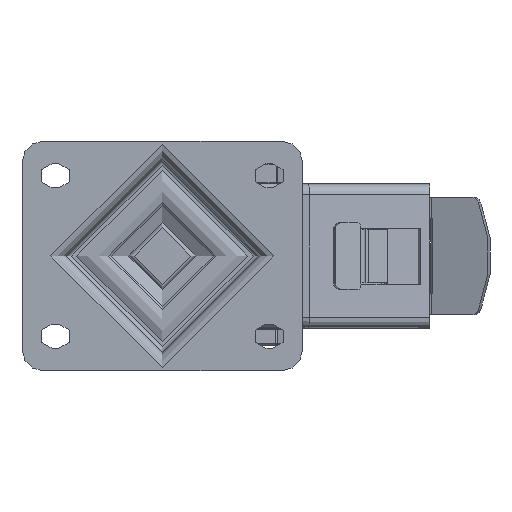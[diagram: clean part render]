
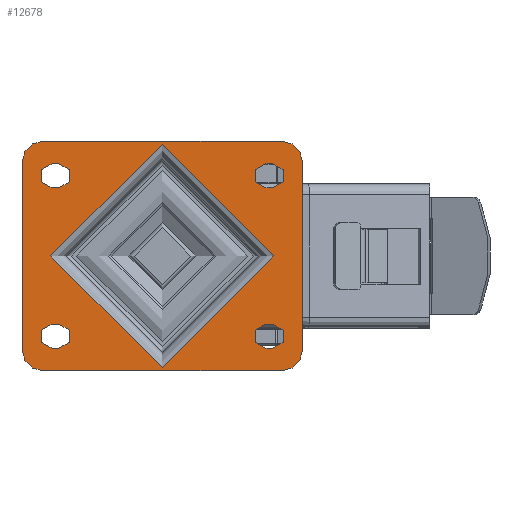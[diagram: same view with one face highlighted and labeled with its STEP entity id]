
A CAD part, top view. The second image highlights one B-rep face of the part: STEP entity #12678.
In plain terms, the highlighted planar face has unit normal (0, 0, 1).
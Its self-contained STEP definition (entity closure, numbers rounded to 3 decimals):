
#583=FACE_BOUND('',#1962,.T.);
#584=FACE_BOUND('',#1963,.T.);
#585=FACE_BOUND('',#1964,.T.);
#586=FACE_BOUND('',#1965,.T.);
#587=FACE_BOUND('',#1966,.T.);
#748=PLANE('',#13754);
#1226=FACE_OUTER_BOUND('',#1961,.T.);
#1961=EDGE_LOOP('',(#9287,#9288,#9289,#9290,#9291,#9292,#9293,#9294));
#1962=EDGE_LOOP('',(#9295));
#1963=EDGE_LOOP('',(#9296,#9297,#9298,#9299));
#1964=EDGE_LOOP('',(#9300,#9301,#9302,#9303));
#1965=EDGE_LOOP('',(#9304,#9305,#9306,#9307));
#1966=EDGE_LOOP('',(#9308,#9309,#9310,#9311));
#2874=LINE('',#19187,#3978);
#2876=LINE('',#19190,#3980);
#2877=LINE('',#19191,#3981);
#2878=LINE('',#19192,#3982);
#2879=LINE('',#19193,#3983);
#2880=LINE('',#19194,#3984);
#2881=LINE('',#19195,#3985);
#2882=LINE('',#19196,#3986);
#2883=LINE('',#19197,#3987);
#2884=LINE('',#19198,#3988);
#2885=LINE('',#19199,#3989);
#2886=LINE('',#19200,#3990);
#3978=VECTOR('',#15616,1000.);
#3980=VECTOR('',#15620,1000.);
#3981=VECTOR('',#15621,1000.);
#3982=VECTOR('',#15622,1000.);
#3983=VECTOR('',#15623,1000.);
#3984=VECTOR('',#15624,1000.);
#3985=VECTOR('',#15625,1000.);
#3986=VECTOR('',#15626,1000.);
#3987=VECTOR('',#15627,1000.);
#3988=VECTOR('',#15628,1000.);
#3989=VECTOR('',#15629,1000.);
#3990=VECTOR('',#15630,1000.);
#4803=CIRCLE('',#13430,4.5);
#4804=CIRCLE('',#13432,4.5);
#4807=CIRCLE('',#13436,4.5);
#4808=CIRCLE('',#13438,4.5);
#4811=CIRCLE('',#13442,4.5);
#4812=CIRCLE('',#13444,4.5);
#4815=CIRCLE('',#13448,4.5);
#4816=CIRCLE('',#13450,4.5);
#4818=CIRCLE('',#13453,41.75);
#4831=CIRCLE('',#13473,8.);
#4833=CIRCLE('',#13476,8.);
#4835=CIRCLE('',#13479,8.);
#4837=CIRCLE('',#13482,8.);
#5283=VERTEX_POINT('',#18269);
#5284=VERTEX_POINT('',#18271);
#5285=VERTEX_POINT('',#18275);
#5286=VERTEX_POINT('',#18276);
#5291=VERTEX_POINT('',#18287);
#5292=VERTEX_POINT('',#18289);
#5293=VERTEX_POINT('',#18293);
#5294=VERTEX_POINT('',#18294);
#5299=VERTEX_POINT('',#18305);
#5300=VERTEX_POINT('',#18307);
#5301=VERTEX_POINT('',#18311);
#5302=VERTEX_POINT('',#18312);
#5307=VERTEX_POINT('',#18323);
#5308=VERTEX_POINT('',#18325);
#5309=VERTEX_POINT('',#18329);
#5310=VERTEX_POINT('',#18330);
#5313=VERTEX_POINT('',#18338);
#5322=VERTEX_POINT('',#18370);
#5323=VERTEX_POINT('',#18371);
#5326=VERTEX_POINT('',#18379);
#5327=VERTEX_POINT('',#18380);
#5330=VERTEX_POINT('',#18388);
#5331=VERTEX_POINT('',#18389);
#5334=VERTEX_POINT('',#18397);
#5335=VERTEX_POINT('',#18398);
#6511=EDGE_CURVE('',#5284,#5283,#4803,.T.);
#6513=EDGE_CURVE('',#5285,#5286,#4804,.T.);
#6519=EDGE_CURVE('',#5292,#5291,#4807,.T.);
#6521=EDGE_CURVE('',#5293,#5294,#4808,.T.);
#6527=EDGE_CURVE('',#5300,#5299,#4811,.T.);
#6529=EDGE_CURVE('',#5301,#5302,#4812,.T.);
#6535=EDGE_CURVE('',#5308,#5307,#4815,.T.);
#6537=EDGE_CURVE('',#5309,#5310,#4816,.T.);
#6541=EDGE_CURVE('',#5313,#5313,#4818,.T.);
#6557=EDGE_CURVE('',#5322,#5323,#4831,.T.);
#6561=EDGE_CURVE('',#5326,#5327,#4833,.T.);
#6565=EDGE_CURVE('',#5330,#5331,#4835,.T.);
#6569=EDGE_CURVE('',#5334,#5335,#4837,.T.);
#6961=EDGE_CURVE('',#5335,#5322,#2874,.T.);
#6963=EDGE_CURVE('',#5331,#5334,#2876,.T.);
#6964=EDGE_CURVE('',#5327,#5330,#2877,.T.);
#6965=EDGE_CURVE('',#5323,#5326,#2878,.T.);
#6966=EDGE_CURVE('',#5283,#5285,#2879,.T.);
#6967=EDGE_CURVE('',#5286,#5284,#2880,.T.);
#6968=EDGE_CURVE('',#5291,#5293,#2881,.T.);
#6969=EDGE_CURVE('',#5294,#5292,#2882,.T.);
#6970=EDGE_CURVE('',#5299,#5301,#2883,.T.);
#6971=EDGE_CURVE('',#5302,#5300,#2884,.T.);
#6972=EDGE_CURVE('',#5307,#5309,#2885,.T.);
#6973=EDGE_CURVE('',#5310,#5308,#2886,.T.);
#9287=ORIENTED_EDGE('',*,*,#6569,.F.);
#9288=ORIENTED_EDGE('',*,*,#6963,.F.);
#9289=ORIENTED_EDGE('',*,*,#6565,.F.);
#9290=ORIENTED_EDGE('',*,*,#6964,.F.);
#9291=ORIENTED_EDGE('',*,*,#6561,.F.);
#9292=ORIENTED_EDGE('',*,*,#6965,.F.);
#9293=ORIENTED_EDGE('',*,*,#6557,.F.);
#9294=ORIENTED_EDGE('',*,*,#6961,.F.);
#9295=ORIENTED_EDGE('',*,*,#6541,.F.);
#9296=ORIENTED_EDGE('',*,*,#6966,.T.);
#9297=ORIENTED_EDGE('',*,*,#6513,.T.);
#9298=ORIENTED_EDGE('',*,*,#6967,.T.);
#9299=ORIENTED_EDGE('',*,*,#6511,.T.);
#9300=ORIENTED_EDGE('',*,*,#6968,.T.);
#9301=ORIENTED_EDGE('',*,*,#6521,.T.);
#9302=ORIENTED_EDGE('',*,*,#6969,.T.);
#9303=ORIENTED_EDGE('',*,*,#6519,.T.);
#9304=ORIENTED_EDGE('',*,*,#6970,.T.);
#9305=ORIENTED_EDGE('',*,*,#6529,.T.);
#9306=ORIENTED_EDGE('',*,*,#6971,.T.);
#9307=ORIENTED_EDGE('',*,*,#6527,.T.);
#9308=ORIENTED_EDGE('',*,*,#6972,.T.);
#9309=ORIENTED_EDGE('',*,*,#6537,.T.);
#9310=ORIENTED_EDGE('',*,*,#6973,.T.);
#9311=ORIENTED_EDGE('',*,*,#6535,.T.);
#12678=ADVANCED_FACE('',(#1226,#583,#584,#585,#586,#587),#748,.T.);
#13430=AXIS2_PLACEMENT_3D('',#18272,#14686,#14687);
#13432=AXIS2_PLACEMENT_3D('',#18277,#14691,#14692);
#13436=AXIS2_PLACEMENT_3D('',#18290,#14702,#14703);
#13438=AXIS2_PLACEMENT_3D('',#18295,#14707,#14708);
#13442=AXIS2_PLACEMENT_3D('',#18308,#14718,#14719);
#13444=AXIS2_PLACEMENT_3D('',#18313,#14723,#14724);
#13448=AXIS2_PLACEMENT_3D('',#18326,#14734,#14735);
#13450=AXIS2_PLACEMENT_3D('',#18331,#14739,#14740);
#13453=AXIS2_PLACEMENT_3D('',#18339,#14747,#14748);
#13473=AXIS2_PLACEMENT_3D('',#18372,#14790,#14791);
#13476=AXIS2_PLACEMENT_3D('',#18381,#14798,#14799);
#13479=AXIS2_PLACEMENT_3D('',#18390,#14806,#14807);
#13482=AXIS2_PLACEMENT_3D('',#18399,#14814,#14815);
#13754=AXIS2_PLACEMENT_3D('',#19189,#15618,#15619);
#14686=DIRECTION('center_axis',(0.,0.,-1.));
#14687=DIRECTION('ref_axis',(-1.,0.,0.));
#14691=DIRECTION('center_axis',(0.,0.,-1.));
#14692=DIRECTION('ref_axis',(-1.,0.,0.));
#14702=DIRECTION('center_axis',(0.,0.,-1.));
#14703=DIRECTION('ref_axis',(-1.,0.,0.));
#14707=DIRECTION('center_axis',(0.,0.,-1.));
#14708=DIRECTION('ref_axis',(-1.,0.,0.));
#14718=DIRECTION('center_axis',(0.,0.,-1.));
#14719=DIRECTION('ref_axis',(1.,0.,0.));
#14723=DIRECTION('center_axis',(0.,0.,-1.));
#14724=DIRECTION('ref_axis',(1.,0.,0.));
#14734=DIRECTION('center_axis',(0.,0.,-1.));
#14735=DIRECTION('ref_axis',(1.,0.,0.));
#14739=DIRECTION('center_axis',(0.,0.,-1.));
#14740=DIRECTION('ref_axis',(1.,0.,0.));
#14747=DIRECTION('center_axis',(0.,0.,1.));
#14748=DIRECTION('ref_axis',(1.,0.,0.));
#14790=DIRECTION('center_axis',(0.,0.,-1.));
#14791=DIRECTION('ref_axis',(-0.707,0.707,0.));
#14798=DIRECTION('center_axis',(0.,0.,-1.));
#14799=DIRECTION('ref_axis',(0.707,0.707,0.));
#14806=DIRECTION('center_axis',(0.,0.,-1.));
#14807=DIRECTION('ref_axis',(0.707,-0.707,0.));
#14814=DIRECTION('center_axis',(0.,0.,-1.));
#14815=DIRECTION('ref_axis',(-0.707,-0.707,0.));
#15616=DIRECTION('',(0.,1.,0.));
#15618=DIRECTION('center_axis',(0.,0.,1.));
#15619=DIRECTION('ref_axis',(1.,0.,0.));
#15620=DIRECTION('',(-1.,0.,0.));
#15621=DIRECTION('',(0.,-1.,0.));
#15622=DIRECTION('',(1.,0.,0.));
#15623=DIRECTION('',(-1.,0.,0.));
#15624=DIRECTION('',(1.,0.,0.));
#15625=DIRECTION('',(-1.,0.,0.));
#15626=DIRECTION('',(1.,0.,0.));
#15627=DIRECTION('',(1.,0.,0.));
#15628=DIRECTION('',(-1.,0.,0.));
#15629=DIRECTION('',(1.,0.,0.));
#15630=DIRECTION('',(-1.,0.,0.));
#18269=CARTESIAN_POINT('',(41.25,-34.5,0.));
#18271=CARTESIAN_POINT('',(41.25,-25.5,0.));
#18272=CARTESIAN_POINT('Origin',(41.25,-30.,0.));
#18275=CARTESIAN_POINT('',(38.75,-34.5,0.));
#18276=CARTESIAN_POINT('',(38.75,-25.5,0.));
#18277=CARTESIAN_POINT('Origin',(38.75,-30.,0.));
#18287=CARTESIAN_POINT('',(41.25,25.5,0.));
#18289=CARTESIAN_POINT('',(41.25,34.5,0.));
#18290=CARTESIAN_POINT('Origin',(41.25,30.,0.));
#18293=CARTESIAN_POINT('',(38.75,25.5,0.));
#18294=CARTESIAN_POINT('',(38.75,34.5,0.));
#18295=CARTESIAN_POINT('Origin',(38.75,30.,0.));
#18305=CARTESIAN_POINT('',(-41.25,-25.5,0.));
#18307=CARTESIAN_POINT('',(-41.25,-34.5,0.));
#18308=CARTESIAN_POINT('Origin',(-41.25,-30.,0.));
#18311=CARTESIAN_POINT('',(-38.75,-25.5,0.));
#18312=CARTESIAN_POINT('',(-38.75,-34.5,0.));
#18313=CARTESIAN_POINT('Origin',(-38.75,-30.,0.));
#18323=CARTESIAN_POINT('',(-41.25,34.5,0.));
#18325=CARTESIAN_POINT('',(-41.25,25.5,0.));
#18326=CARTESIAN_POINT('Origin',(-41.25,30.,0.));
#18329=CARTESIAN_POINT('',(-38.75,34.5,0.));
#18330=CARTESIAN_POINT('',(-38.75,25.5,0.));
#18331=CARTESIAN_POINT('Origin',(-38.75,30.,0.));
#18338=CARTESIAN_POINT('',(41.75,0.,0.));
#18339=CARTESIAN_POINT('Origin',(0.,0.,0.));
#18370=CARTESIAN_POINT('',(-52.5,35.,0.));
#18371=CARTESIAN_POINT('',(-44.5,43.,0.));
#18372=CARTESIAN_POINT('Origin',(-44.5,35.,0.));
#18379=CARTESIAN_POINT('',(44.5,43.,0.));
#18380=CARTESIAN_POINT('',(52.5,35.,0.));
#18381=CARTESIAN_POINT('Origin',(44.5,35.,0.));
#18388=CARTESIAN_POINT('',(52.5,-35.,0.));
#18389=CARTESIAN_POINT('',(44.5,-43.,0.));
#18390=CARTESIAN_POINT('Origin',(44.5,-35.,0.));
#18397=CARTESIAN_POINT('',(-44.5,-43.,0.));
#18398=CARTESIAN_POINT('',(-52.5,-35.,0.));
#18399=CARTESIAN_POINT('Origin',(-44.5,-35.,0.));
#19187=CARTESIAN_POINT('',(-52.5,-43.,0.));
#19189=CARTESIAN_POINT('Origin',(0.,0.,0.));
#19190=CARTESIAN_POINT('',(52.5,-43.,0.));
#19191=CARTESIAN_POINT('',(52.5,43.,0.));
#19192=CARTESIAN_POINT('',(-52.5,43.,0.));
#19193=CARTESIAN_POINT('',(41.25,-34.5,0.));
#19194=CARTESIAN_POINT('',(41.25,-25.5,0.));
#19195=CARTESIAN_POINT('',(41.25,25.5,0.));
#19196=CARTESIAN_POINT('',(41.25,34.5,0.));
#19197=CARTESIAN_POINT('',(-41.25,-25.5,0.));
#19198=CARTESIAN_POINT('',(-41.25,-34.5,0.));
#19199=CARTESIAN_POINT('',(-41.25,34.5,0.));
#19200=CARTESIAN_POINT('',(-41.25,25.5,0.));
